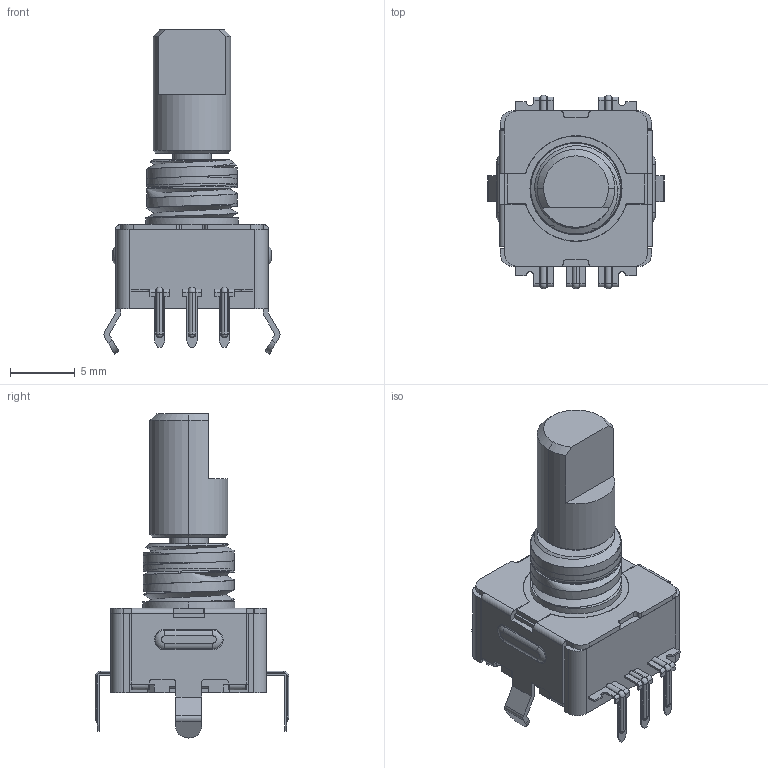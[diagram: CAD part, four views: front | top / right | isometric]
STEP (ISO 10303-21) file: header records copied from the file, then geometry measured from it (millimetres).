
FILE_DESCRIPTION (( 'STEP AP214' ), '1' );
FILE_NAME ('PEC11H-4020F-S0016.STEP', '2023-01-30T03:54:17', ( '' ), ( '' ), 'SwSTEP 2.0', 'SolidWorks 2022', '' );
FILE_SCHEMA (( 'AUTOMOTIVE_DESIGN' ));
Length unit declared in the file: millimetre
Products named in the file (3): PEC11H-4020F-S0016; EA11005-2; ED11042
Assembly tree (2 placements, depth 2):
  PEC11H-4020F-S0016
    EA11005-2
    ED11042
Bounding box: 13.59 x 14.95 x 25.01 mm (x, y, z)
Volume: 78.8 mm3; surface area: 2001.9 mm2
Topology: 1 solids, 3 shells, 554 faces, 1453 edges, 898 vertices
Faces by surface type: cylinder 224, plane 202, bspline 106, torus 14, cone 8
Entity records: 21097 total; most frequent: CARTESIAN_POINT 7817, ORIENTED_EDGE 2880, DIRECTION 2643, EDGE_CURVE 1443, AXIS2_PLACEMENT_3D 897, VERTEX_POINT 895, LINE 849, VECTOR 849
